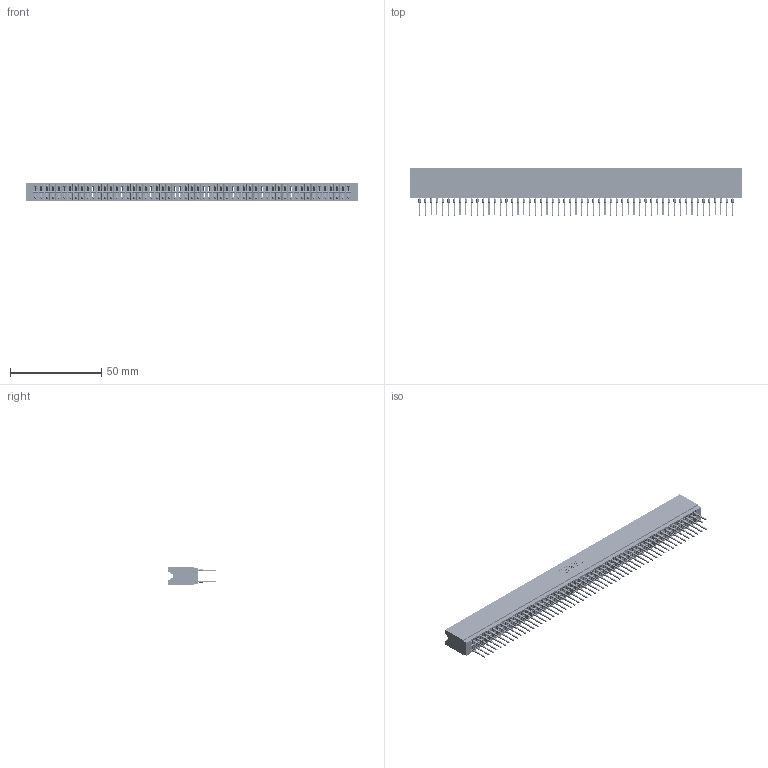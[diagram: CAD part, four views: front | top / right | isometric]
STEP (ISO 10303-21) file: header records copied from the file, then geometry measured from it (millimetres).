
FILE_DESCRIPTION (( 'STEP AP203' ), '1' );
FILE_NAME ('746-110-527-606.STEP', '2026-03-05T00:38:33', ( '' ), ( '' ), 'SwSTEP 2.0', 'SolidWorks 2023', '' );
FILE_SCHEMA (( 'CONFIG_CONTROL_DESIGN' ));
Length unit declared in the file: millimetre
Products named in the file (3): 746-110-527-606; 746-292-001_527; 746 Part_.340 Slot Depth - 06
Assembly tree (111 placements, depth 2):
  746-110-527-606
    746 Part_.340 Slot Depth - 06
    746-292-001_527  x110
Bounding box: 181.86 x 25.9 x 9.91 mm (x, y, z)
Volume: 20996.1 mm3; surface area: 31914.3 mm2
Topology: 111 solids, 111 shells, 9943 faces, 27325 edges, 17390 vertices
Faces by surface type: plane 5116, bspline 2200, cylinder 1967, torus 660
Entity records: 83055 total; most frequent: CARTESIAN_POINT 16398, ORIENTED_EDGE 14320, DIRECTION 11934, EDGE_CURVE 7160, VECTOR 6426, LINE 6426, VERTEX_POINT 4746, AXIS2_PLACEMENT_3D 2754
